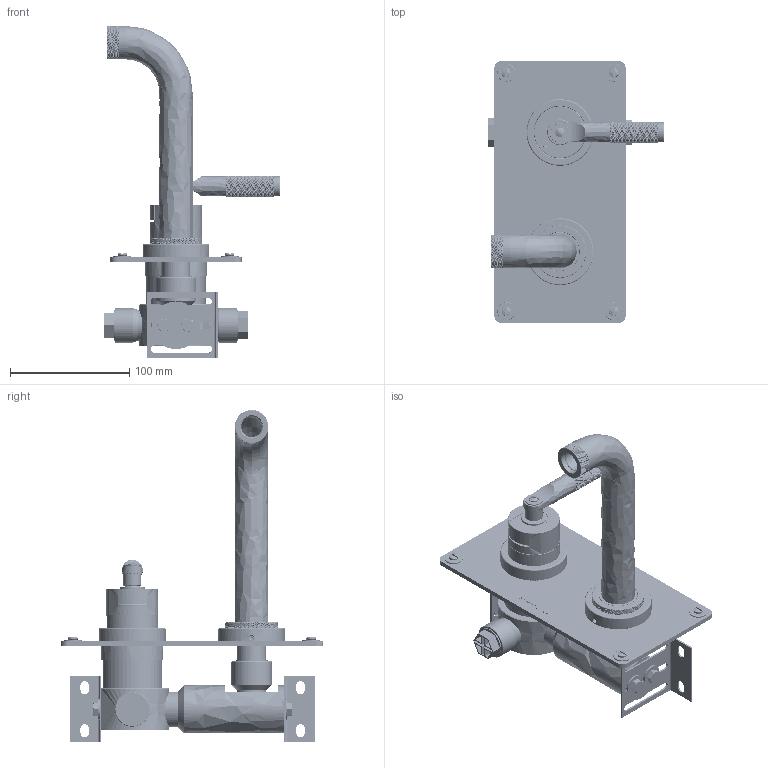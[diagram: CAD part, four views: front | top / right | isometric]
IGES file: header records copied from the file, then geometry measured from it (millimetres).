
Global section: file name: V7K20-2LK; native system: Autodesk Inventor 2018; preprocessor: unknown; author: rclarke; date: 20171129.081635; units: millimetre
Bounding box: 147.1 x 220 x 278.4 mm (x, y, z)
Volume: 544225.6 mm3; surface area: 277191.5 mm2
Topology: 62 solids, 62 shells, 13285 faces, 28584 edges, 15541 vertices
Faces by surface type: bspline 13285
